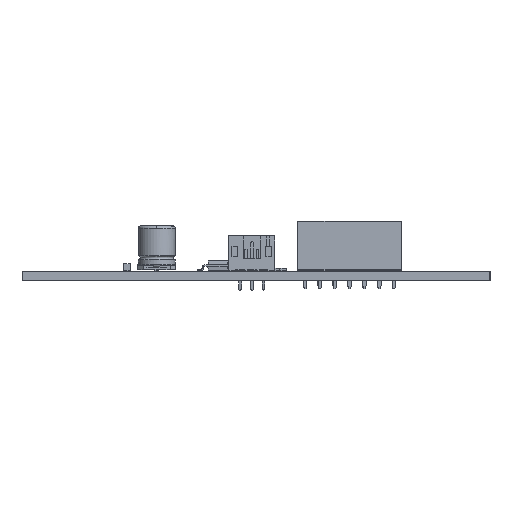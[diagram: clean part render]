
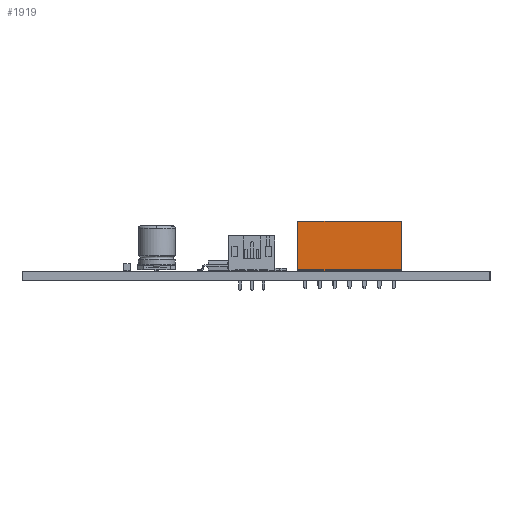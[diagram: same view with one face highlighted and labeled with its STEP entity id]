
A CAD part, left-side view. The second image highlights one B-rep face of the part: STEP entity #1919.
In plain terms, the highlighted planar face has unit normal (-1, 0, 0).
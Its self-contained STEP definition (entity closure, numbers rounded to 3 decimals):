
#996 = VERTEX_POINT('',#997);
#997 = CARTESIAN_POINT('',(-1.27,-16.51,0.));
#1005 = EDGE_CURVE('',#996,#1006,#1008,.T.);
#1006 = VERTEX_POINT('',#1007);
#1007 = CARTESIAN_POINT('',(-1.27,-16.51,8.5));
#1008 = LINE('',#1009,#1010);
#1009 = CARTESIAN_POINT('',(-1.27,-16.51,0.));
#1010 = VECTOR('',#1011,1.);
#1011 = DIRECTION('',(0.,0.,1.));
#1068 = VERTEX_POINT('',#1069);
#1069 = CARTESIAN_POINT('',(-1.27,1.27,8.5));
#1075 = EDGE_CURVE('',#1076,#1068,#1078,.T.);
#1076 = VERTEX_POINT('',#1077);
#1077 = CARTESIAN_POINT('',(-1.27,1.27,0.));
#1078 = LINE('',#1079,#1080);
#1079 = CARTESIAN_POINT('',(-1.27,1.27,0.));
#1080 = VECTOR('',#1081,1.);
#1081 = DIRECTION('',(0.,0.,1.));
#1140 = EDGE_CURVE('',#1068,#1006,#1141,.T.);
#1141 = LINE('',#1142,#1143);
#1142 = CARTESIAN_POINT('',(-1.27,1.27,8.5));
#1143 = VECTOR('',#1144,1.);
#1144 = DIRECTION('',(0.,-1.,0.));
#1401 = EDGE_CURVE('',#1076,#996,#1402,.T.);
#1402 = LINE('',#1403,#1404);
#1403 = CARTESIAN_POINT('',(-1.27,1.27,0.));
#1404 = VECTOR('',#1405,1.);
#1405 = DIRECTION('',(0.,-1.,0.));
#1919 = ADVANCED_FACE('',(#1920),#1926,.F.);
#1920 = FACE_BOUND('',#1921,.F.);
#1921 = EDGE_LOOP('',(#1922,#1923,#1924,#1925));
#1922 = ORIENTED_EDGE('',*,*,#1075,.T.);
#1923 = ORIENTED_EDGE('',*,*,#1140,.T.);
#1924 = ORIENTED_EDGE('',*,*,#1005,.F.);
#1925 = ORIENTED_EDGE('',*,*,#1401,.F.);
#1926 = PLANE('',#1927);
#1927 = AXIS2_PLACEMENT_3D('',#1928,#1929,#1930);
#1928 = CARTESIAN_POINT('',(-1.27,1.27,0.));
#1929 = DIRECTION('',(1.,0.,0.));
#1930 = DIRECTION('',(0.,-1.,0.));
